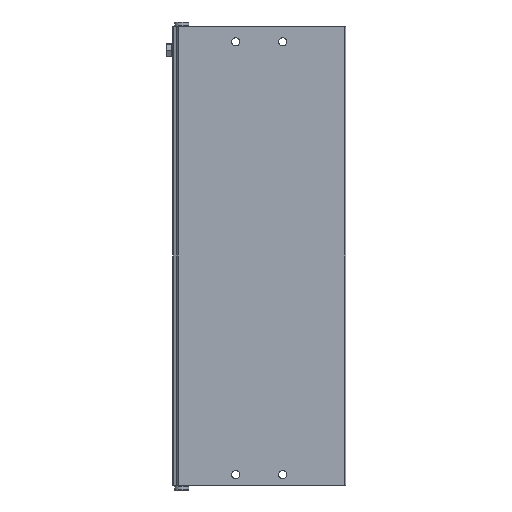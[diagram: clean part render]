
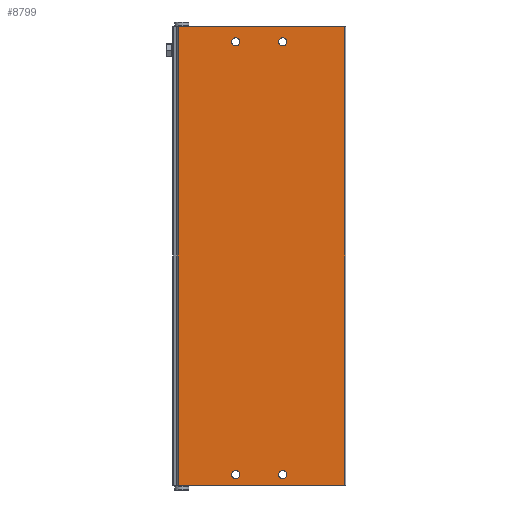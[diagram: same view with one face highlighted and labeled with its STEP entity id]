
A CAD part, front view. The second image highlights one B-rep face of the part: STEP entity #8799.
In plain terms, the highlighted planar face has unit normal (0, -1, 0).
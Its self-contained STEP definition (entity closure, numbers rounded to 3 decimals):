
#77=PLANE('',#9879);
#523=LINE('',#14884,#1045);
#524=LINE('',#14896,#1046);
#525=LINE('',#14898,#1047);
#526=LINE('',#14900,#1048);
#1045=VECTOR('',#11080,1000.);
#1046=VECTOR('',#11093,1000.);
#1047=VECTOR('',#11094,1000.);
#1048=VECTOR('',#11095,1000.);
#1799=ORIENTED_EDGE('',*,*,#4030,.T.);
#1800=ORIENTED_EDGE('',*,*,#4031,.T.);
#1801=ORIENTED_EDGE('',*,*,#4032,.T.);
#1802=ORIENTED_EDGE('',*,*,#4033,.T.);
#1803=ORIENTED_EDGE('',*,*,#4034,.T.);
#1804=ORIENTED_EDGE('',*,*,#4035,.F.);
#1805=ORIENTED_EDGE('',*,*,#4036,.F.);
#1806=ORIENTED_EDGE('',*,*,#4028,.T.);
#4028=EDGE_CURVE('',#5143,#5142,#523,.T.);
#4030=EDGE_CURVE('',#5144,#5144,#5901,.T.);
#4031=EDGE_CURVE('',#5145,#5145,#5902,.T.);
#4032=EDGE_CURVE('',#5146,#5146,#5903,.T.);
#4033=EDGE_CURVE('',#5147,#5147,#5904,.T.);
#4034=EDGE_CURVE('',#5142,#5148,#524,.T.);
#4035=EDGE_CURVE('',#5149,#5148,#525,.T.);
#4036=EDGE_CURVE('',#5143,#5149,#526,.T.);
#5142=VERTEX_POINT('',#14883);
#5143=VERTEX_POINT('',#14885);
#5144=VERTEX_POINT('',#14889);
#5145=VERTEX_POINT('',#14891);
#5146=VERTEX_POINT('',#14893);
#5147=VERTEX_POINT('',#14895);
#5148=VERTEX_POINT('',#14897);
#5149=VERTEX_POINT('',#14899);
#5901=CIRCLE('',#9880,2.25);
#5902=CIRCLE('',#9881,2.25);
#5903=CIRCLE('',#9882,2.25);
#5904=CIRCLE('',#9883,2.25);
#6449=EDGE_LOOP('',(#1799));
#6450=EDGE_LOOP('',(#1800));
#6451=EDGE_LOOP('',(#1801));
#6452=EDGE_LOOP('',(#1802));
#6453=EDGE_LOOP('',(#1803,#1804,#1805,#1806));
#7555=FACE_BOUND('',#6449,.T.);
#7556=FACE_BOUND('',#6450,.T.);
#7557=FACE_BOUND('',#6451,.T.);
#7558=FACE_BOUND('',#6452,.T.);
#7559=FACE_BOUND('',#6453,.T.);
#8799=ADVANCED_FACE('',(#7555,#7556,#7557,#7558,#7559),#77,.F.);
#9879=AXIS2_PLACEMENT_3D('',#14887,#11083,#11084);
#9880=AXIS2_PLACEMENT_3D('',#14888,#11085,#11086);
#9881=AXIS2_PLACEMENT_3D('',#14890,#11087,#11088);
#9882=AXIS2_PLACEMENT_3D('',#14892,#11089,#11090);
#9883=AXIS2_PLACEMENT_3D('',#14894,#11091,#11092);
#11080=DIRECTION('',(0.,0.,-1.));
#11083=DIRECTION('',(0.,1.,0.));
#11084=DIRECTION('',(0.,0.,1.));
#11085=DIRECTION('',(0.,1.,0.));
#11086=DIRECTION('',(0.,0.,1.));
#11087=DIRECTION('',(0.,1.,0.));
#11088=DIRECTION('',(0.,0.,1.));
#11089=DIRECTION('',(0.,1.,0.));
#11090=DIRECTION('',(0.,0.,1.));
#11091=DIRECTION('',(0.,1.,0.));
#11092=DIRECTION('',(0.,0.,1.));
#11093=DIRECTION('',(1.,0.,0.));
#11094=DIRECTION('',(0.,0.,-1.));
#11095=DIRECTION('',(1.,0.,0.));
#14883=CARTESIAN_POINT('',(-47.3,0.,0.));
#14884=CARTESIAN_POINT('',(-47.3,0.,253.5));
#14885=CARTESIAN_POINT('',(-47.3,0.,253.5));
#14887=CARTESIAN_POINT('',(-47.3,0.,253.5));
#14888=CARTESIAN_POINT('',(-13.,0.,8.5));
#14889=CARTESIAN_POINT('',(-13.,0.,10.75));
#14890=CARTESIAN_POINT('',(13.,0.,247.5));
#14891=CARTESIAN_POINT('',(13.,0.,249.75));
#14892=CARTESIAN_POINT('',(-13.,0.,247.5));
#14893=CARTESIAN_POINT('',(-13.,0.,249.75));
#14894=CARTESIAN_POINT('',(13.,0.,8.5));
#14895=CARTESIAN_POINT('',(13.,0.,10.75));
#14896=CARTESIAN_POINT('',(-47.3,0.,0.));
#14897=CARTESIAN_POINT('',(44.7,0.,0.));
#14898=CARTESIAN_POINT('',(44.7,0.,253.5));
#14899=CARTESIAN_POINT('',(44.7,0.,253.5));
#14900=CARTESIAN_POINT('',(-47.3,0.,253.5));
